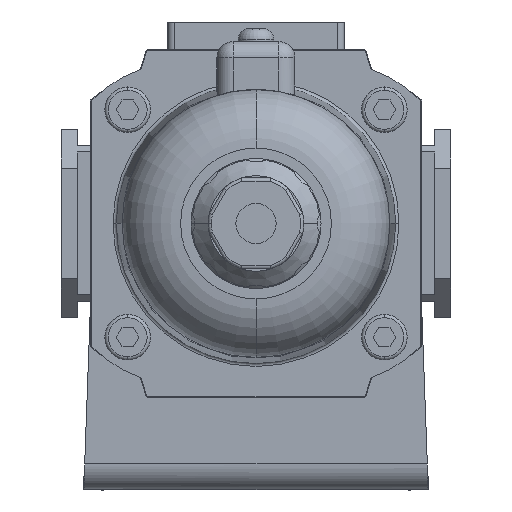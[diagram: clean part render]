
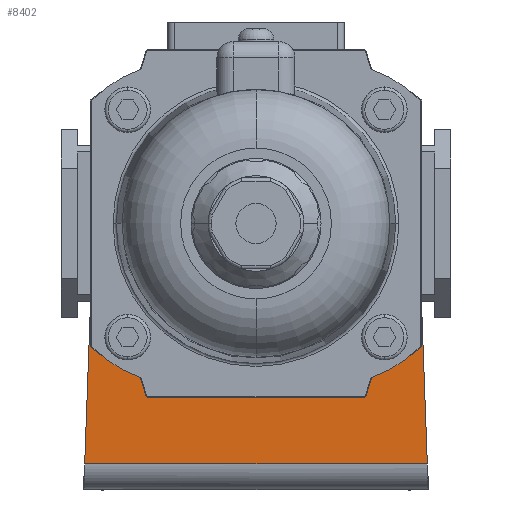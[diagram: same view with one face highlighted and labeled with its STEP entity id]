
A CAD part, front view. The second image highlights one B-rep face of the part: STEP entity #8402.
In plain terms, the highlighted planar face has unit normal (0, -1, 0).
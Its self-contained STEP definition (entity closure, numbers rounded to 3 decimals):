
#343 = EDGE_LOOP ( 'NONE', ( #583, #16240 ) ) ;
#583 = ORIENTED_EDGE ( 'NONE', *, *, #5550, .T. ) ;
#705 = DIRECTION ( 'NONE',  ( -1., 0., 0. ) ) ;
#1466 = CARTESIAN_POINT ( 'NONE',  ( 24.984, 31., 0.904 ) ) ;
#1502 = AXIS2_PLACEMENT_3D ( 'NONE', #19877, #10291, #705 ) ;
#1802 = FACE_BOUND ( 'NONE', #343, .T. ) ;
#1887 = VERTEX_POINT ( 'NONE', #14273 ) ;
#2071 = VERTEX_POINT ( 'NONE', #16203 ) ;
#2691 = AXIS2_PLACEMENT_3D ( 'NONE', #16586, #6999, #18201 ) ;
#2777 = EDGE_CURVE ( 'NONE', #1887, #2071, #10742, .T. ) ;
#3289 = CARTESIAN_POINT ( 'NONE',  ( 15., 31., 0. ) ) ;
#4248 = CARTESIAN_POINT ( 'NONE',  ( -26.5, 31., -37. ) ) ;
#4870 = DIRECTION ( 'NONE',  ( 0.036, 0., 0.999 ) ) ;
#5012 = VECTOR ( 'NONE', #18619, 1000. ) ;
#5111 = EDGE_LOOP ( 'NONE', ( #7128, #19883, #6363, #10590 ) ) ;
#5550 = EDGE_CURVE ( 'NONE', #11969, #12859, #6919, .T. ) ;
#5642 = EDGE_CURVE ( 'NONE', #2071, #7648, #12417, .T. ) ;
#6363 = ORIENTED_EDGE ( 'NONE', *, *, #5642, .F. ) ;
#6488 = VECTOR ( 'NONE', #4870, 1000. ) ;
#6919 = CIRCLE ( 'NONE', #19181, 15. ) ;
#6999 = DIRECTION ( 'NONE',  ( 0., 1., 0. ) ) ;
#7114 = DIRECTION ( 'NONE',  ( -1., 0., 0. ) ) ;
#7128 = ORIENTED_EDGE ( 'NONE', *, *, #19433, .T. ) ;
#7410 = CARTESIAN_POINT ( 'NONE',  ( 24.984, 31., 0.904 ) ) ;
#7468 = DIRECTION ( 'NONE',  ( 1., 0., 0. ) ) ;
#7648 = VERTEX_POINT ( 'NONE', #1466 ) ;
#8318 = CARTESIAN_POINT ( 'NONE',  ( 0., 31., 0. ) ) ;
#8402 = ADVANCED_FACE ( 'NONE', ( #1802, #18360 ), #15093, .F. ) ;
#8952 = VERTEX_POINT ( 'NONE', #18231 ) ;
#9269 = CIRCLE ( 'NONE', #1502, 15. ) ;
#9917 = DIRECTION ( 'NONE',  ( -1., 0., 0. ) ) ;
#10291 = DIRECTION ( 'NONE',  ( 0., 1., 0. ) ) ;
#10570 = EDGE_CURVE ( 'NONE', #7648, #8952, #17797, .T. ) ;
#10590 = ORIENTED_EDGE ( 'NONE', *, *, #2777, .F. ) ;
#10742 = LINE ( 'NONE', #11253, #6488 ) ;
#10815 = AXIS2_PLACEMENT_3D ( 'NONE', #19850, #16708, #7114 ) ;
#11253 = CARTESIAN_POINT ( 'NONE',  ( -26.5, 31., -41. ) ) ;
#11969 = VERTEX_POINT ( 'NONE', #16529 ) ;
#12249 = VECTOR ( 'NONE', #7468, 1000. ) ;
#12417 = CIRCLE ( 'NONE', #2691, 25. ) ;
#12859 = VERTEX_POINT ( 'NONE', #3289 ) ;
#14273 = CARTESIAN_POINT ( 'NONE',  ( -26.355, 31., -37. ) ) ;
#15093 = PLANE ( 'NONE',  #10815 ) ;
#16203 = CARTESIAN_POINT ( 'NONE',  ( -24.984, 31., 0.904 ) ) ;
#16240 = ORIENTED_EDGE ( 'NONE', *, *, #18716, .T. ) ;
#16529 = CARTESIAN_POINT ( 'NONE',  ( -15., 31., 0. ) ) ;
#16586 = CARTESIAN_POINT ( 'NONE',  ( 0., 31., 0. ) ) ;
#16708 = DIRECTION ( 'NONE',  ( 0., 1., 0. ) ) ;
#17797 = LINE ( 'NONE', #7410, #5012 ) ;
#18201 = DIRECTION ( 'NONE',  ( -1., 0., 0. ) ) ;
#18231 = CARTESIAN_POINT ( 'NONE',  ( 26.355, 31., -37. ) ) ;
#18360 = FACE_OUTER_BOUND ( 'NONE', #5111, .T. ) ;
#18619 = DIRECTION ( 'NONE',  ( 0.036, 0., -0.999 ) ) ;
#18716 = EDGE_CURVE ( 'NONE', #12859, #11969, #9269, .T. ) ;
#19181 = AXIS2_PLACEMENT_3D ( 'NONE', #8318, #19510, #9917 ) ;
#19433 = EDGE_CURVE ( 'NONE', #1887, #8952, #20743, .T. ) ;
#19510 = DIRECTION ( 'NONE',  ( 0., 1., 0. ) ) ;
#19850 = CARTESIAN_POINT ( 'NONE',  ( 0., 31., 0. ) ) ;
#19877 = CARTESIAN_POINT ( 'NONE',  ( 0., 31., 0. ) ) ;
#19883 = ORIENTED_EDGE ( 'NONE', *, *, #10570, .F. ) ;
#20743 = LINE ( 'NONE', #4248, #12249 ) ;
